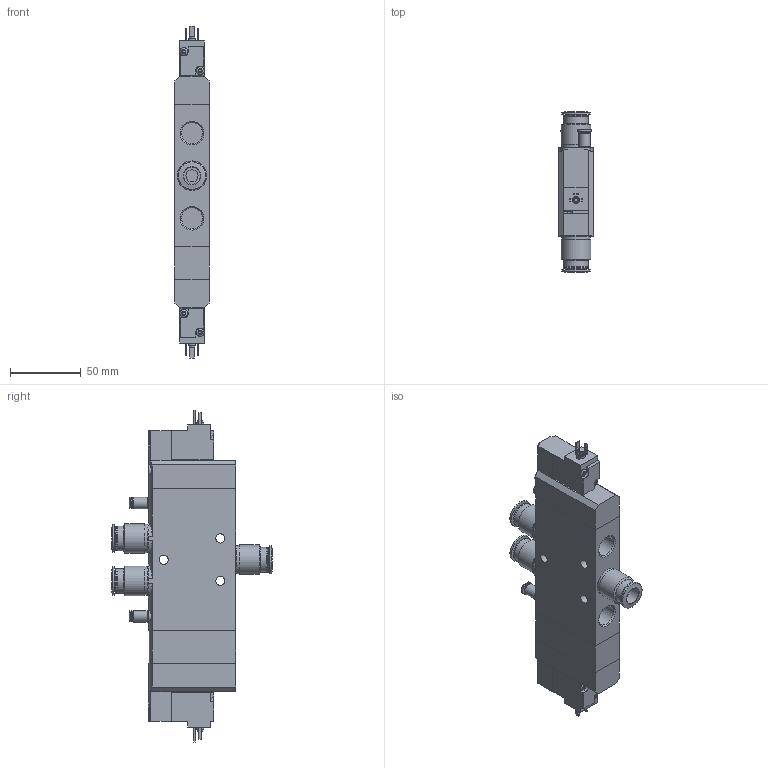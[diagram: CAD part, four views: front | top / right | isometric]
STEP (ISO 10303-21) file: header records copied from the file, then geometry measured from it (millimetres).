
FILE_DESCRIPTION(/* description */ ('STEP AP214'),/* implementation_level */ '2;1');
FILE_NAME(/* name */ '170280_CPE24-M1H-5_3ES-QS-12',/* time_stamp */ '2024-08-01T14:10:10+02:00',/* author */ ('License CC BY-ND 4.0'),/* organization */ ('CADENAS'),/* preprocessor_version */ 'ST-DEVELOPER v19.3',/* originating_system */ 'PARTsolutions',/* authorisation */ ' ');
FILE_SCHEMA (('INTEGRATED_CNC_SCHEMA','AUTOMOTIVE_DESIGN {1 0 10303 214 3 1 1}'));
Length unit declared in the file: millimetre
Products named in the file (6): 170280 CPE24-M1H-5/3ES-QS-12; CPE24-...-5; 186114 QS-G3/8-12-I; CPE24-KMEB_M1H; CPE24-ZWSTUECK_M1H; 153313 QSM-M5-3-I
Assembly tree (9 placements, depth 2):
  170280 CPE24-M1H-5/3ES-QS-12
    CPE24-...-5
    186114 QS-G3/8-12-I  x3
    CPE24-KMEB_M1H  x2
    CPE24-ZWSTUECK_M1H
    153313 QSM-M5-3-I  x2
Bounding box: 24 x 113.4 x 234 mm (x, y, z)
Volume: 273264.8 mm3; surface area: 65355.9 mm2
Topology: 9 solids, 9 shells, 475 faces, 1096 edges, 699 vertices
Faces by surface type: plane 224, cylinder 162, cone 68, torus 21
Full cylindrical faces by diameter (mm): 2 x2, 2.013 x2, 2.5 x2, 3 x2, 3.8 x2, 4.134 x4, 4.4 x2, 5 x4, 5.6 x6, 6.5 x3, 7.8 x6, 8 x6, 12 x3, 13.4 x3, 14.95 x5, 16.662 x3, 17.4 x6, 19.4 x6, 19.8 x3, 20 x3, 20.8 x3
Entity records: 7153 total; most frequent: CARTESIAN_POINT 1328, DIRECTION 1068, ORIENTED_EDGE 938, EDGE_CURVE 469, AXIS2_PLACEMENT_3D 417, EDGE_LOOP 347, FACE_BOUND 347, VERTEX_POINT 340
